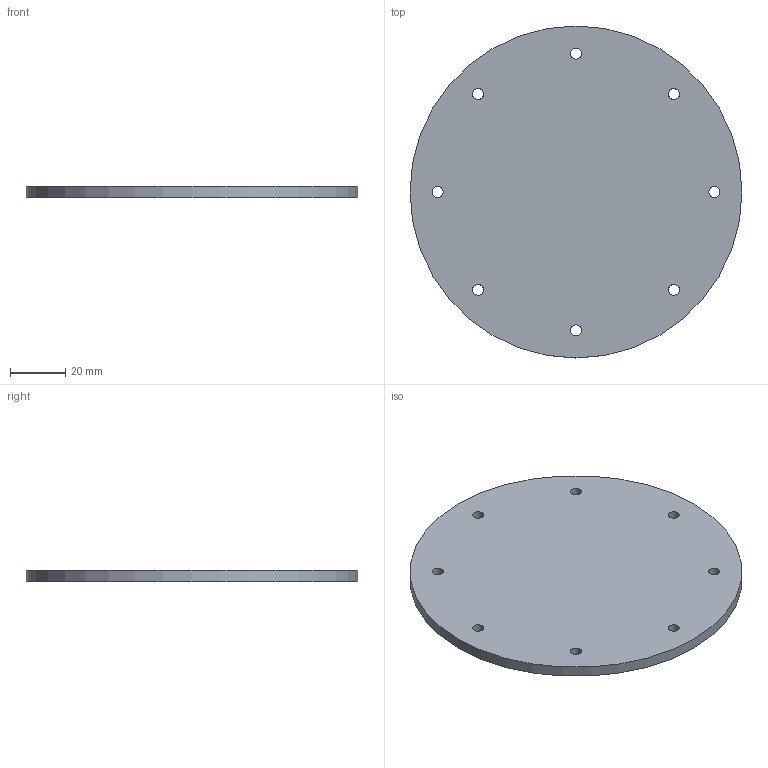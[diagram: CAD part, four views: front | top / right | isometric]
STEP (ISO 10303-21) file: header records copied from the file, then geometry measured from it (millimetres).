
FILE_DESCRIPTION(/* description */ (''),/* implementation_level */ '2;1');
FILE_NAME(/* name */ 'UnionBase_ipt_d4cfa1d7.STEP',/* time_stamp */ '2022-04-06T01:17:23-05:00',/* author */ ('Alcatraz'),/* organization */ (''),/* preprocessor_version */ 'ST-DEVELOPER v18.1',/* originating_system */ 'Autodesk Inventor 2021',/* authorisation */ '');
FILE_SCHEMA (('AUTOMOTIVE_DESIGN { 1 0 10303 214 3 1 1 }'));
Length unit declared in the file: millimetre
Products named in the file (1): UnionBase
Bounding box: 120 x 120 x 4 mm (x, y, z)
Volume: 44836.8 mm3; surface area: 24328.5 mm2
Topology: 1 solids, 1 shells, 11 faces, 29 edges, 20 vertices
Faces by surface type: cylinder 9, plane 2
Full cylindrical faces by diameter (mm): 4 x8, 120 x1
Entity records: 432 total; most frequent: DIRECTION 73, CARTESIAN_POINT 61, ORIENTED_EDGE 58, AXIS2_PLACEMENT_3D 32, EDGE_CURVE 29, EDGE_LOOP 27, CIRCLE 20, VERTEX_POINT 20
